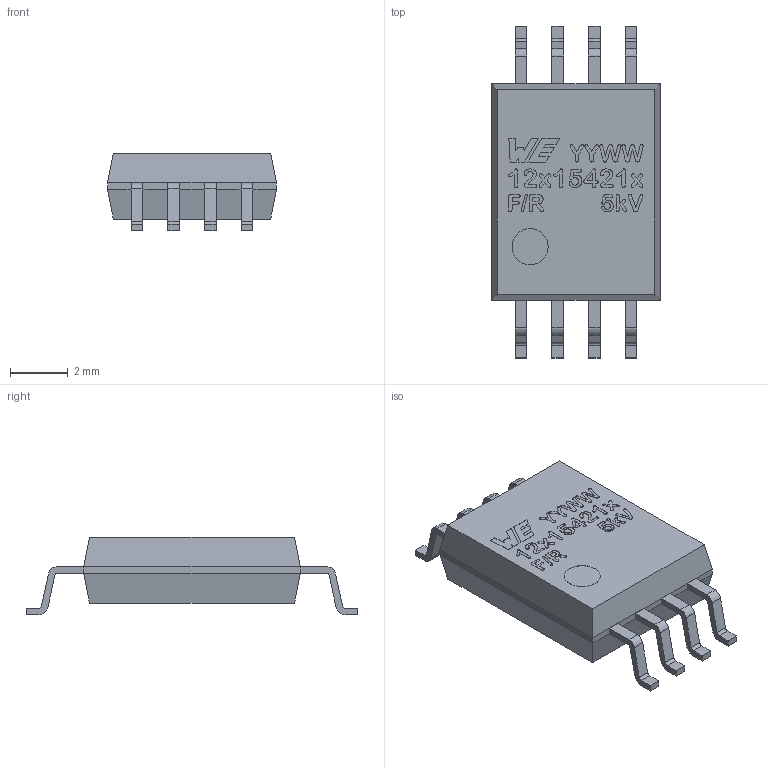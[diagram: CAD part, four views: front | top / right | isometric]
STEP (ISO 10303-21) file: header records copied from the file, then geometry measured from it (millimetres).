
FILE_DESCRIPTION(/* description */ ('Unknown'),/* implementation_level */ '2;1');
FILE_NAME(/* name */ '18012x15421x',/* time_stamp */ '2024-03-01T09:17:15+01:00',/* author */ ('Unknown'),/* organization */ ('Unknown'),/* preprocessor_version */ 'ST-DEVELOPER v18.102',/* originating_system */ 'Unknown',/* authorisation */ ' ');
FILE_SCHEMA (('CONFIG_CONTROL_DESIGN'));
Length unit declared in the file: metre
Products named in the file (3): id3; Pins; Body
Assembly tree (2 placements, depth 2):
  id3
    Pins
    Body
Bounding box: 5.85 x 11.5 x 2.69 mm (x, y, z)
Volume: 97.1 mm3; surface area: 245.9 mm2
Topology: 5 solids, 5 shells, 235 faces, 619 edges, 410 vertices
Faces by surface type: plane 154, bspline 48, cylinder 33
Full cylindrical faces by diameter (mm): 1.25 x1
Entity records: 11816 total; most frequent: CARTESIAN_POINT 5217, ORIENTED_EDGE 1234, DIRECTION 929, EDGE_CURVE 617, LINE 417, VECTOR 417, VERTEX_POINT 410, EDGE_LOOP 261
